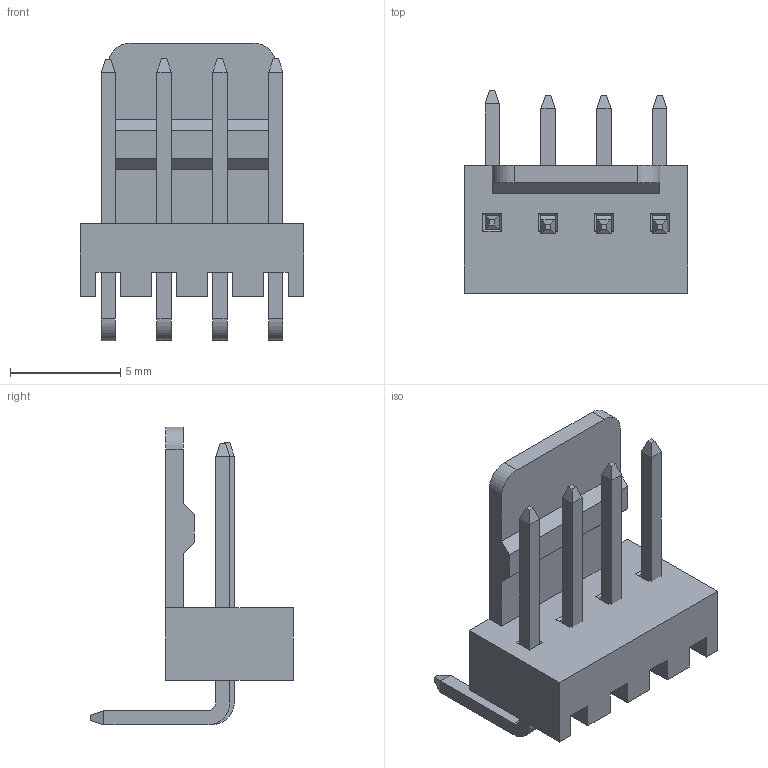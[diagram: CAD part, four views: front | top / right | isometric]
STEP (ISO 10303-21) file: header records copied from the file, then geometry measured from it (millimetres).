
FILE_DESCRIPTION( ( 'Unknown' ), '1' );
FILE_NAME( '61900411021.stp', 'Unknown', ( 'Unknown' ), ( 'Unknown' ), 'PSStep 17.0.49', 'Unknown', ' ' );
FILE_SCHEMA( ( 'AUTOMOTIVE_DESIGN { 1 0 10303 214 1 1 1 1 }' ) );
Length unit declared in the file: millimetre
Products named in the file (3): Assem1; 6190xx1xx21_PIN; 04
Assembly tree (5 placements, depth 2):
  Assem1
    6190xx1xx21_PIN  x4
    04
Bounding box: 10.16 x 9.2 x 13.52 mm (x, y, z)
Volume: 243 mm3; surface area: 632.3 mm2
Topology: 5 solids, 5 shells, 176 faces, 426 edges, 268 vertices
Faces by surface type: plane 166, cylinder 10
Entity records: 4616 total; most frequent: CARTESIAN_POINT 630, ORIENTED_EDGE 612, DIRECTION 570, EDGE_CURVE 306, LINE 298, VECTOR 298, VERTEX_POINT 196, EDGE_LOOP 138
